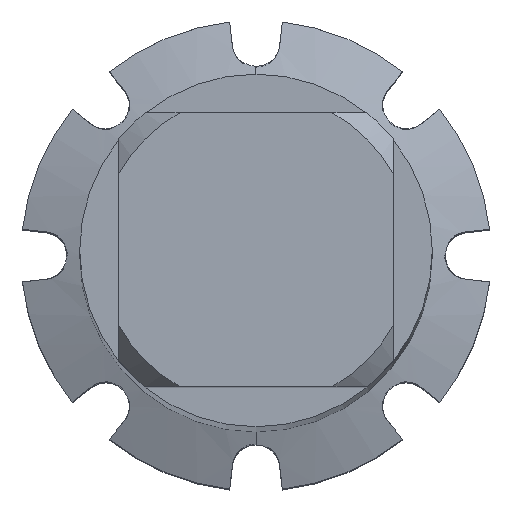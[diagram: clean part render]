
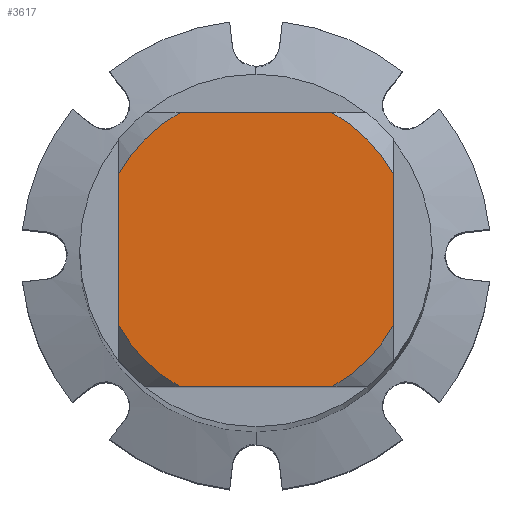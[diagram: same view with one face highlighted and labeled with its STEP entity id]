
A CAD part, top view. The second image highlights one B-rep face of the part: STEP entity #3617.
In plain terms, the highlighted planar face has unit normal (0, 0, 1).
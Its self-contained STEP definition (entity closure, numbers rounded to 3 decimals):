
#3471=EDGE_CURVE('',#7409,#8455,#10346,.T.);
#3617=ADVANCED_FACE('',(#10501),#10502,.T.);
#3625=VERTEX_POINT('',#10510);
#3663=EDGE_CURVE('',#7559,#9307,#10555,.T.);
#4115=EDGE_CURVE('',#5359,#9995,#11053,.T.);
#4689=EDGE_CURVE('',#7409,#5587,#11685,.T.);
#5359=VERTEX_POINT('',#12406);
#5587=VERTEX_POINT('',#12650);
#7409=VERTEX_POINT('',#14604);
#7549=EDGE_CURVE('',#7559,#8455,#14755,.T.);
#7559=VERTEX_POINT('',#14765);
#8455=VERTEX_POINT('',#15746);
#8745=EDGE_CURVE('',#3625,#9307,#16064,.T.);
#9307=VERTEX_POINT('',#16685);
#9325=EDGE_CURVE('',#3625,#9995,#16705,.T.);
#9453=EDGE_CURVE('',#5359,#5587,#16842,.T.);
#9995=VERTEX_POINT('',#17426);
#10346=CIRCLE('',#17801,4.0);
#10501=FACE_OUTER_BOUND('',#18081,.T.);
#10502=PLANE('',#18082);
#10510=CARTESIAN_POINT('',(-1.936,-3.5,0.0));
#10555=CIRCLE('',#18158,4.0);
#11053=LINE('',#18965,#18966);
#11685=LINE('',#20185,#20186);
#12406=CARTESIAN_POINT('',(-3.5,1.936,0.0));
#12650=CARTESIAN_POINT('',(-1.936,3.5,0.0));
#14604=CARTESIAN_POINT('',(1.936,3.5,0.0));
#14755=LINE('',#25914,#25915);
#14765=CARTESIAN_POINT('',(3.5,-1.936,0.0));
#15746=CARTESIAN_POINT('',(3.5,1.936,0.0));
#16064=LINE('',#28277,#28278);
#16685=CARTESIAN_POINT('',(1.936,-3.5,0.0));
#16705=CIRCLE('',#29372,4.0);
#16842=CIRCLE('',#29618,4.0);
#17426=CARTESIAN_POINT('',(-3.5,-1.936,0.0));
#17801=AXIS2_PLACEMENT_3D('',#31356,#31357,#31358);
#18081=EDGE_LOOP('',(#31492,#31493,#31494,#31495,#31496,#31497,#31498,#31499));
#18082=AXIS2_PLACEMENT_3D('',#31500,#31501,#31502);
#18158=AXIS2_PLACEMENT_3D('',#31576,#31577,#31578);
#18965=CARTESIAN_POINT('',(-3.5,1.0,0.0));
#18966=VECTOR('',#32153,1.0);
#20185=CARTESIAN_POINT('',(0.0,3.5,0.0));
#20186=VECTOR('',#32912,1.0);
#25914=CARTESIAN_POINT('',(3.5,1.0,0.0));
#25915=VECTOR('',#35892,1.0);
#28277=CARTESIAN_POINT('',(0.0,-3.5,0.0));
#28278=VECTOR('',#37486,1.0);
#29372=AXIS2_PLACEMENT_3D('',#38191,#38192,#38193);
#29618=AXIS2_PLACEMENT_3D('',#38309,#38310,#38311);
#31356=CARTESIAN_POINT('',(0.0,0.0,0.0));
#31357=DIRECTION('',(0.0,0.0,-1.0));
#31358=DIRECTION('',(0.0,1.0,0.0));
#31492=ORIENTED_EDGE('',*,*,#4115,.T.);
#31493=ORIENTED_EDGE('',*,*,#9325,.F.);
#31494=ORIENTED_EDGE('',*,*,#8745,.T.);
#31495=ORIENTED_EDGE('',*,*,#3663,.F.);
#31496=ORIENTED_EDGE('',*,*,#7549,.T.);
#31497=ORIENTED_EDGE('',*,*,#3471,.F.);
#31498=ORIENTED_EDGE('',*,*,#4689,.T.);
#31499=ORIENTED_EDGE('',*,*,#9453,.F.);
#31500=CARTESIAN_POINT('',(0.0,2.0,0.0));
#31501=DIRECTION('',(-0.0,0.0,1.0));
#31502=DIRECTION('',(0.0,-1.0,0.0));
#31576=CARTESIAN_POINT('',(0.0,0.0,0.0));
#31577=DIRECTION('',(0.0,0.0,-1.0));
#31578=DIRECTION('',(0.0,1.0,0.0));
#32153=DIRECTION('',(-0.0,-1.0,0.0));
#32912=DIRECTION('',(-1.0,0.0,0.0));
#35892=DIRECTION('',(-0.0,1.0,0.0));
#37486=DIRECTION('',(1.0,0.0,0.0));
#38191=CARTESIAN_POINT('',(0.0,0.0,0.0));
#38192=DIRECTION('',(0.0,0.0,-1.0));
#38193=DIRECTION('',(0.0,1.0,0.0));
#38309=CARTESIAN_POINT('',(0.0,0.0,0.0));
#38310=DIRECTION('',(0.0,0.0,-1.0));
#38311=DIRECTION('',(0.0,1.0,0.0));
